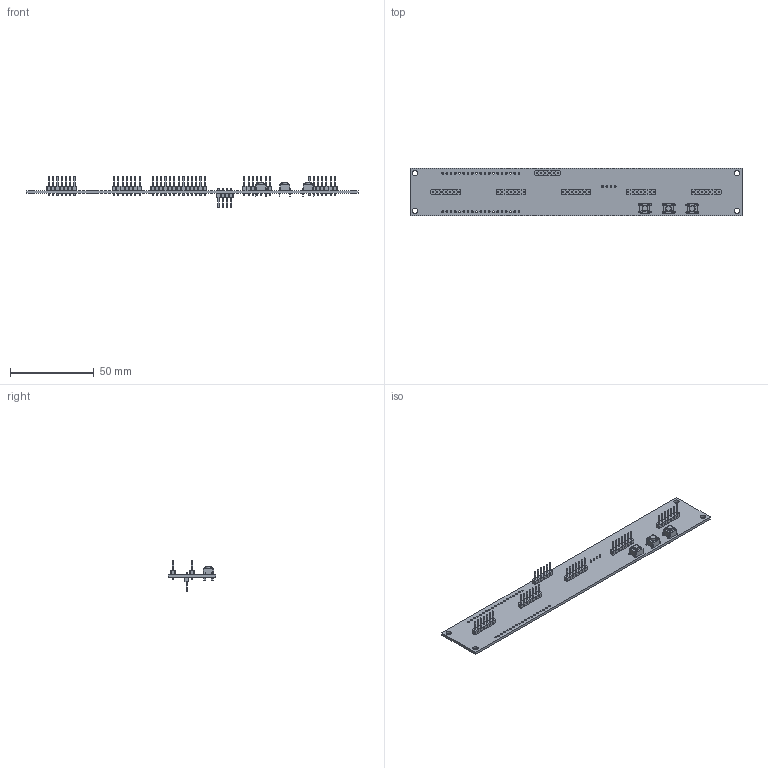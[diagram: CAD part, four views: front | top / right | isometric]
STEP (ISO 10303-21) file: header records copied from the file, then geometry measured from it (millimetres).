
FILE_DESCRIPTION(('KiCad electronic assembly'),'2;1');
FILE_NAME('info_orbs.step','2024-09-09T18:55:22',('Pcbnew'),('Kicad'), 'Open CASCADE STEP processor 7.8','KiCad to STEP converter','Unknown' );
FILE_SCHEMA(('AUTOMOTIVE_DESIGN { 1 0 10303 214 1 1 1 1 }'));
Length unit declared in the file: millimetre
Products named in the file (10): info_orbs 1; PinHeader_1x07_P2.54mm_Vertical; PinHeader_1x07_P254mm_Vertical; PinHeader_1x06_P2.54mm_Vertical; PinHeader_1x06_P254mm_Vertical; SW_PUSH_6mm_H5mm; SW_PUSH_6mm_h5mm; PinHeader_1x04_P2.54mm_Vertical; PinHeader_1x04_P254mm_Vertical; info_orbs_PCB
Assembly tree (15 placements, depth 3):
  info_orbs 1
    PinHeader_1x07_P2.54mm_Vertical  x5
      PinHeader_1x07_P254mm_Vertical
    PinHeader_1x06_P2.54mm_Vertical
      PinHeader_1x06_P254mm_Vertical
    SW_PUSH_6mm_H5mm  x3
      SW_PUSH_6mm_h5mm
    PinHeader_1x04_P2.54mm_Vertical
      PinHeader_1x04_P254mm_Vertical
    info_orbs_PCB
Bounding box: 198.82 x 28.5 x 18.78 mm (x, y, z)
Volume: 10219.8 mm3; surface area: 15307.1 mm2
Topology: 11 solids, 11 shells, 1528 faces, 3792 edges, 2391 vertices
Faces by surface type: plane 1303, cylinder 222, torus 3
Full cylindrical faces by diameter (mm): 1 x57, 1.04 x38, 1.1 x12, 3.2 x4, 3.5 x3
Entity records: 22867 total; most frequent: CARTESIAN_POINT 3245, ORIENTED_EDGE 3180, DIRECTION 3160, EDGE_CURVE 1590, LINE 1312, VECTOR 1312, VERTEX_POINT 1009, AXIS2_PLACEMENT_3D 924
